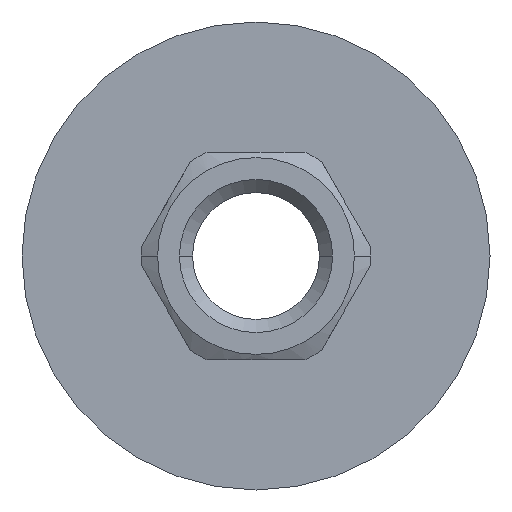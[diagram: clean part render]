
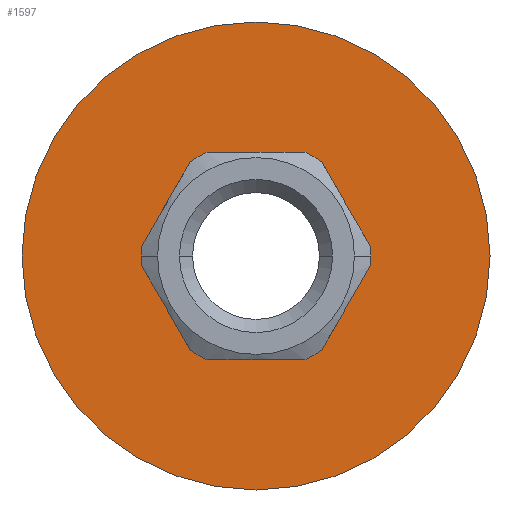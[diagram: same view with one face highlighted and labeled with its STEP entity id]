
A CAD part, front view. The second image highlights one B-rep face of the part: STEP entity #1597.
In plain terms, the highlighted planar face has unit normal (0, -1, 0).
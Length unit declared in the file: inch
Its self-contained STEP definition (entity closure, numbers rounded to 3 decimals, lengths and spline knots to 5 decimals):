
#6 = EDGE_CURVE ( 'NONE', #800, #309, #1021, .T. ) ;
#11 = VECTOR ( 'NONE', #312, 39.37008 ) ;
#12 = LINE ( 'NONE', #1487, #1410 ) ;
#32 = CARTESIAN_POINT ( 'NONE',  ( 0.17607, -0.64567, 0.37402 ) ) ;
#64 = ORIENTED_EDGE ( 'NONE', *, *, #818, .F. ) ;
#67 = DIRECTION ( 'NONE',  ( 0., 0., 1. ) ) ;
#75 = DIRECTION ( 'NONE',  ( -0.5, 0., -0.866 ) ) ;
#76 = VERTEX_POINT ( 'NONE', #925 ) ;
#79 = DIRECTION ( 'NONE',  ( 0., 0., 1. ) ) ;
#90 = CARTESIAN_POINT ( 'NONE',  ( 0., -0.64567, 0.84252 ) ) ;
#104 = EDGE_CURVE ( 'NONE', #76, #279, #900, .T. ) ;
#113 = VERTEX_POINT ( 'NONE', #799 ) ;
#124 = CARTESIAN_POINT ( 'NONE',  ( -0.41194, -0.64567, -0.03453 ) ) ;
#129 = CARTESIAN_POINT ( 'NONE',  ( 0., -0.64567, 0. ) ) ;
#136 = DIRECTION ( 'NONE',  ( 0., -1., 0. ) ) ;
#143 = CARTESIAN_POINT ( 'NONE',  ( 0.23587, -0.64567, -0.33949 ) ) ;
#151 = ORIENTED_EDGE ( 'NONE', *, *, #1248, .F. ) ;
#152 = ORIENTED_EDGE ( 'NONE', *, *, #1622, .F. ) ;
#197 = CARTESIAN_POINT ( 'NONE',  ( 0.84252, -0.64567, -0.37402 ) ) ;
#203 = EDGE_LOOP ( 'NONE', ( #1039, #635, #1044, #593, #206, #952, #152, #1271, #64, #1570, #151, #1496 ) ) ;
#206 = ORIENTED_EDGE ( 'NONE', *, *, #1556, .F. ) ;
#227 = CIRCLE ( 'NONE', #428, 0.41339 ) ;
#248 = VERTEX_POINT ( 'NONE', #1569 ) ;
#254 = AXIS2_PLACEMENT_3D ( 'NONE', #1472, #711, #1613 ) ;
#268 = CIRCLE ( 'NONE', #406, 0.84252 ) ;
#279 = VERTEX_POINT ( 'NONE', #124 ) ;
#309 = VERTEX_POINT ( 'NONE', #399 ) ;
#312 = DIRECTION ( 'NONE',  ( 0.5, 0., 0.866 ) ) ;
#333 = CARTESIAN_POINT ( 'NONE',  ( 0.41194, -0.64567, 0.03453 ) ) ;
#334 = CARTESIAN_POINT ( 'NONE',  ( 0.41194, -0.64567, -0.03453 ) ) ;
#352 = LINE ( 'NONE', #143, #11 ) ;
#357 = VERTEX_POINT ( 'NONE', #32 ) ;
#361 = EDGE_CURVE ( 'NONE', #357, #537, #1664, .T. ) ;
#384 = DIRECTION ( 'NONE',  ( 0., 0., 1. ) ) ;
#399 = CARTESIAN_POINT ( 'NONE',  ( -0.17607, -0.64567, -0.37402 ) ) ;
#406 = AXIS2_PLACEMENT_3D ( 'NONE', #591, #1497, #732 ) ;
#428 = AXIS2_PLACEMENT_3D ( 'NONE', #1623, #852, #79 ) ;
#437 = DIRECTION ( 'NONE',  ( 0., -1., 0. ) ) ;
#443 = CARTESIAN_POINT ( 'NONE',  ( -0.17607, -0.64567, 0.37402 ) ) ;
#480 = CARTESIAN_POINT ( 'NONE',  ( 0., -0.64567, 0. ) ) ;
#518 = CARTESIAN_POINT ( 'NONE',  ( 0., -0.64567, -0.84252 ) ) ;
#521 = CARTESIAN_POINT ( 'NONE',  ( -0.23587, -0.64567, 0.33949 ) ) ;
#537 = VERTEX_POINT ( 'NONE', #443 ) ;
#569 = LINE ( 'NONE', #1149, #609 ) ;
#591 = CARTESIAN_POINT ( 'NONE',  ( 0., -0.64567, 0. ) ) ;
#593 = ORIENTED_EDGE ( 'NONE', *, *, #1045, .F. ) ;
#605 = FACE_OUTER_BOUND ( 'NONE', #1668, .T. ) ;
#609 = VECTOR ( 'NONE', #641, 39.37008 ) ;
#610 = DIRECTION ( 'NONE',  ( 0., 0., 1. ) ) ;
#635 = ORIENTED_EDGE ( 'NONE', *, *, #1655, .F. ) ;
#641 = DIRECTION ( 'NONE',  ( 0.5, 0., -0.866 ) ) ;
#661 = CARTESIAN_POINT ( 'NONE',  ( -0.23587, -0.64567, -0.33949 ) ) ;
#707 = AXIS2_PLACEMENT_3D ( 'NONE', #1612, #837, #67 ) ;
#711 = DIRECTION ( 'NONE',  ( 0., 1., 0. ) ) ;
#714 = EDGE_CURVE ( 'NONE', #537, #1504, #861, .T. ) ;
#718 = DIRECTION ( 'NONE',  ( 1., 0., 0. ) ) ;
#721 = CIRCLE ( 'NONE', #1362, 0.84252 ) ;
#724 = VECTOR ( 'NONE', #1056, 39.37008 ) ;
#725 = VERTEX_POINT ( 'NONE', #1286 ) ;
#732 = DIRECTION ( 'NONE',  ( 0., 0., 1. ) ) ;
#799 = CARTESIAN_POINT ( 'NONE',  ( 0.41194, -0.64567, 0.03453 ) ) ;
#800 = VERTEX_POINT ( 'NONE', #661 ) ;
#808 = VERTEX_POINT ( 'NONE', #938 ) ;
#818 = EDGE_CURVE ( 'NONE', #279, #800, #569, .T. ) ;
#837 = DIRECTION ( 'NONE',  ( 0., -1., 0. ) ) ;
#849 = ORIENTED_EDGE ( 'NONE', *, *, #1270, .F. ) ;
#852 = DIRECTION ( 'NONE',  ( 0., -1., 0. ) ) ;
#853 = VERTEX_POINT ( 'NONE', #518 ) ;
#856 = ORIENTED_EDGE ( 'NONE', *, *, #1333, .F. ) ;
#861 = CIRCLE ( 'NONE', #945, 0.41339 ) ;
#900 = CIRCLE ( 'NONE', #1584, 0.41339 ) ;
#909 = CARTESIAN_POINT ( 'NONE',  ( 0., -0.64567, 0. ) ) ;
#912 = VECTOR ( 'NONE', #718, 39.37008 ) ;
#925 = CARTESIAN_POINT ( 'NONE',  ( -0.41194, -0.64567, 0.03453 ) ) ;
#937 = CARTESIAN_POINT ( 'NONE',  ( 0.84252, -0.64567, 0.37402 ) ) ;
#938 = CARTESIAN_POINT ( 'NONE',  ( 0.23587, -0.64567, -0.33949 ) ) ;
#945 = AXIS2_PLACEMENT_3D ( 'NONE', #909, #136, #1040 ) ;
#952 = ORIENTED_EDGE ( 'NONE', *, *, #1178, .F. ) ;
#977 = DIRECTION ( 'NONE',  ( -0.5, 0., 0.866 ) ) ;
#997 = FACE_BOUND ( 'NONE', #203, .T. ) ;
#1021 = CIRCLE ( 'NONE', #1065, 0.41339 ) ;
#1033 = DIRECTION ( 'NONE',  ( 0., -1., 0. ) ) ;
#1039 = ORIENTED_EDGE ( 'NONE', *, *, #361, .F. ) ;
#1040 = DIRECTION ( 'NONE',  ( 0., 0., 1. ) ) ;
#1044 = ORIENTED_EDGE ( 'NONE', *, *, #1239, .F. ) ;
#1045 = EDGE_CURVE ( 'NONE', #1266, #113, #1531, .T. ) ;
#1056 = DIRECTION ( 'NONE',  ( -1., 0., 0. ) ) ;
#1065 = AXIS2_PLACEMENT_3D ( 'NONE', #1285, #1151, #1546 ) ;
#1077 = CIRCLE ( 'NONE', #1387, 0.41339 ) ;
#1149 = CARTESIAN_POINT ( 'NONE',  ( -0.41194, -0.64567, -0.03453 ) ) ;
#1151 = DIRECTION ( 'NONE',  ( 0., -1., 0. ) ) ;
#1178 = EDGE_CURVE ( 'NONE', #248, #808, #1077, .T. ) ;
#1202 = CARTESIAN_POINT ( 'NONE',  ( 0., -0.64567, 0. ) ) ;
#1239 = EDGE_CURVE ( 'NONE', #113, #725, #1645, .T. ) ;
#1248 = EDGE_CURVE ( 'NONE', #1504, #76, #12, .T. ) ;
#1266 = VERTEX_POINT ( 'NONE', #334 ) ;
#1270 = EDGE_CURVE ( 'NONE', #853, #1307, #268, .T. ) ;
#1271 = ORIENTED_EDGE ( 'NONE', *, *, #6, .F. ) ;
#1285 = CARTESIAN_POINT ( 'NONE',  ( 0., -0.64567, 0. ) ) ;
#1286 = CARTESIAN_POINT ( 'NONE',  ( 0.23587, -0.64567, 0.33949 ) ) ;
#1292 = VECTOR ( 'NONE', #977, 39.37008 ) ;
#1307 = VERTEX_POINT ( 'NONE', #90 ) ;
#1333 = EDGE_CURVE ( 'NONE', #1307, #853, #721, .T. ) ;
#1339 = DIRECTION ( 'NONE',  ( 0., 0., 1. ) ) ;
#1362 = AXIS2_PLACEMENT_3D ( 'NONE', #480, #1384, #610 ) ;
#1384 = DIRECTION ( 'NONE',  ( 0., 1., 0. ) ) ;
#1387 = AXIS2_PLACEMENT_3D ( 'NONE', #1202, #437, #1339 ) ;
#1410 = VECTOR ( 'NONE', #75, 39.37008 ) ;
#1472 = CARTESIAN_POINT ( 'NONE',  ( 0.84252, -0.64567, 0. ) ) ;
#1479 = PLANE ( 'NONE',  #254 ) ;
#1487 = CARTESIAN_POINT ( 'NONE',  ( -0.23587, -0.64567, 0.33949 ) ) ;
#1496 = ORIENTED_EDGE ( 'NONE', *, *, #714, .F. ) ;
#1497 = DIRECTION ( 'NONE',  ( 0., 1., 0. ) ) ;
#1504 = VERTEX_POINT ( 'NONE', #521 ) ;
#1531 = CIRCLE ( 'NONE', #707, 0.41339 ) ;
#1546 = DIRECTION ( 'NONE',  ( 0., 0., 1. ) ) ;
#1556 = EDGE_CURVE ( 'NONE', #808, #1266, #352, .T. ) ;
#1569 = CARTESIAN_POINT ( 'NONE',  ( 0.17607, -0.64567, -0.37402 ) ) ;
#1570 = ORIENTED_EDGE ( 'NONE', *, *, #104, .F. ) ;
#1584 = AXIS2_PLACEMENT_3D ( 'NONE', #129, #1033, #384 ) ;
#1597 = ADVANCED_FACE ( 'NONE', ( #605, #997 ), #1479, .F. ) ;
#1602 = LINE ( 'NONE', #197, #912 ) ;
#1612 = CARTESIAN_POINT ( 'NONE',  ( 0., -0.64567, 0. ) ) ;
#1613 = DIRECTION ( 'NONE',  ( 0., 0., 1. ) ) ;
#1622 = EDGE_CURVE ( 'NONE', #309, #248, #1602, .T. ) ;
#1623 = CARTESIAN_POINT ( 'NONE',  ( 0., -0.64567, 0. ) ) ;
#1645 = LINE ( 'NONE', #333, #1292 ) ;
#1655 = EDGE_CURVE ( 'NONE', #725, #357, #227, .T. ) ;
#1664 = LINE ( 'NONE', #937, #724 ) ;
#1668 = EDGE_LOOP ( 'NONE', ( #856, #849 ) ) ;
